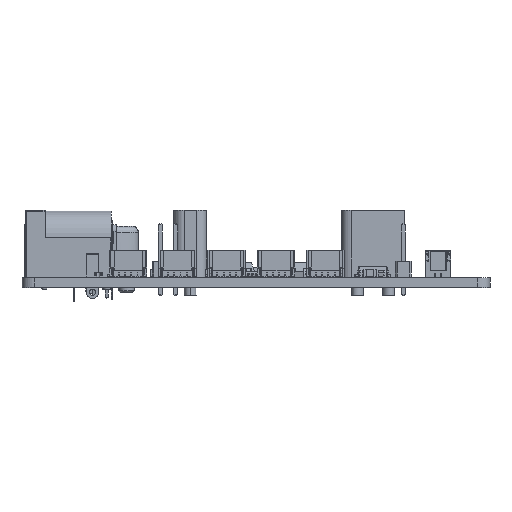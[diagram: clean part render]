
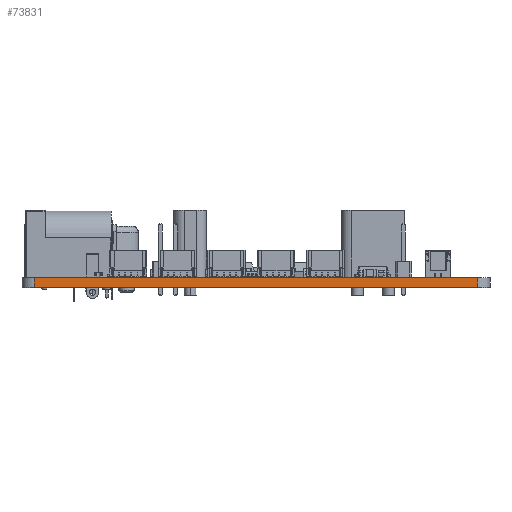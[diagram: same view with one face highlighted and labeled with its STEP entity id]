
A CAD part, left-side view. The second image highlights one B-rep face of the part: STEP entity #73831.
In plain terms, the highlighted planar face has unit normal (-1, 0, 0).
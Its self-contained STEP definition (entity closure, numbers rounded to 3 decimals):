
#72250 = VERTEX_POINT('',#72251);
#72251 = CARTESIAN_POINT('',(15.5,-21.8,0.));
#72258 = EDGE_CURVE('',#72259,#72250,#72261,.T.);
#72259 = VERTEX_POINT('',#72260);
#72260 = CARTESIAN_POINT('',(15.5,-92.8,0.));
#72261 = LINE('',#72262,#72263);
#72262 = CARTESIAN_POINT('',(15.5,-92.8,0.));
#72263 = VECTOR('',#72264,1.);
#72264 = DIRECTION('',(0.,1.,0.));
#73027 = VERTEX_POINT('',#73028);
#73028 = CARTESIAN_POINT('',(15.5,-21.8,1.6));
#73035 = EDGE_CURVE('',#73036,#73027,#73038,.T.);
#73036 = VERTEX_POINT('',#73037);
#73037 = CARTESIAN_POINT('',(15.5,-92.8,1.6));
#73038 = LINE('',#73039,#73040);
#73039 = CARTESIAN_POINT('',(15.5,-92.8,1.6));
#73040 = VECTOR('',#73041,1.);
#73041 = DIRECTION('',(0.,1.,0.));
#73801 = EDGE_CURVE('',#72250,#73027,#73802,.T.);
#73802 = LINE('',#73803,#73804);
#73803 = CARTESIAN_POINT('',(15.5,-21.8,0.));
#73804 = VECTOR('',#73805,1.);
#73805 = DIRECTION('',(0.,0.,1.));
#73831 = ADVANCED_FACE('',(#73832),#73843,.T.);
#73832 = FACE_BOUND('',#73833,.T.);
#73833 = EDGE_LOOP('',(#73834,#73840,#73841,#73842));
#73834 = ORIENTED_EDGE('',*,*,#73835,.T.);
#73835 = EDGE_CURVE('',#72259,#73036,#73836,.T.);
#73836 = LINE('',#73837,#73838);
#73837 = CARTESIAN_POINT('',(15.5,-92.8,0.));
#73838 = VECTOR('',#73839,1.);
#73839 = DIRECTION('',(0.,0.,1.));
#73840 = ORIENTED_EDGE('',*,*,#73035,.T.);
#73841 = ORIENTED_EDGE('',*,*,#73801,.F.);
#73842 = ORIENTED_EDGE('',*,*,#72258,.F.);
#73843 = PLANE('',#73844);
#73844 = AXIS2_PLACEMENT_3D('',#73845,#73846,#73847);
#73845 = CARTESIAN_POINT('',(15.5,-92.8,0.));
#73846 = DIRECTION('',(-1.,0.,0.));
#73847 = DIRECTION('',(0.,1.,0.));
